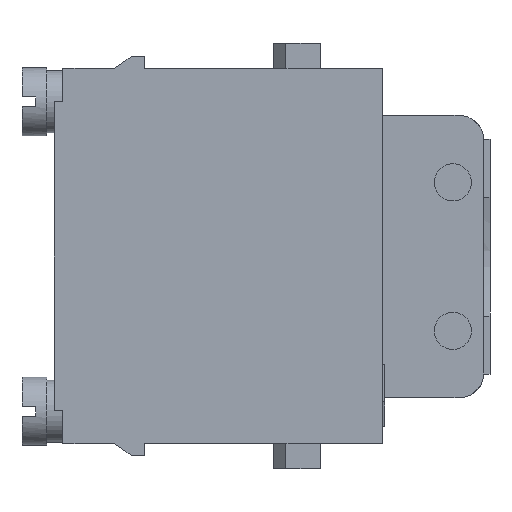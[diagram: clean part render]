
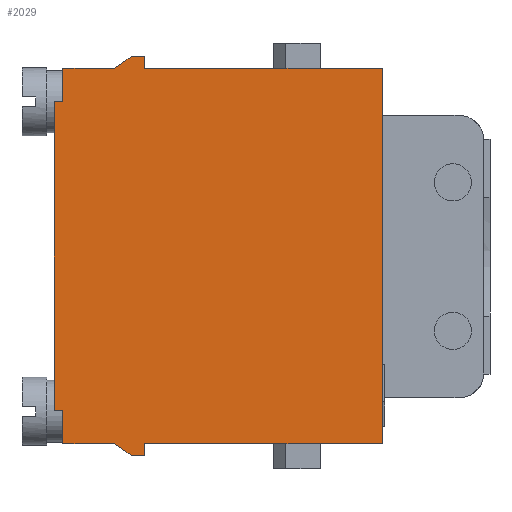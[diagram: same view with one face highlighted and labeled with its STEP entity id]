
A CAD part, left-side view. The second image highlights one B-rep face of the part: STEP entity #2029.
In plain terms, the highlighted planar face has unit normal (-1, 0, 0).
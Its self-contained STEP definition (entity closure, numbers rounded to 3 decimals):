
#2029=ADVANCED_FACE('',(#2797),#2412,.T.);
#2412=PLANE('',#10162);
#2797=FACE_OUTER_BOUND('',#3225,.T.);
#3225=EDGE_LOOP('',(#5140,#5141,#5142,#5143,#5144,#5145,#5146,#5147,#5148,
#5149,#5150,#5151,#5152,#5153,#5154,#5155));
#5140=ORIENTED_EDGE('',*,*,#7317,.T.);
#5141=ORIENTED_EDGE('',*,*,#7307,.T.);
#5142=ORIENTED_EDGE('',*,*,#7312,.T.);
#5143=ORIENTED_EDGE('',*,*,#7318,.T.);
#5144=ORIENTED_EDGE('',*,*,#7303,.T.);
#5145=ORIENTED_EDGE('',*,*,#7294,.T.);
#5146=ORIENTED_EDGE('',*,*,#7298,.T.);
#5147=ORIENTED_EDGE('',*,*,#7300,.T.);
#5148=ORIENTED_EDGE('',*,*,#7302,.T.);
#5149=ORIENTED_EDGE('',*,*,#7319,.F.);
#5150=ORIENTED_EDGE('',*,*,#7006,.T.);
#5151=ORIENTED_EDGE('',*,*,#6996,.T.);
#5152=ORIENTED_EDGE('',*,*,#7001,.T.);
#5153=ORIENTED_EDGE('',*,*,#7320,.F.);
#5154=ORIENTED_EDGE('',*,*,#7321,.T.);
#5155=ORIENTED_EDGE('',*,*,#7322,.T.);
#6000=VERTEX_POINT('',#13693);
#6001=VERTEX_POINT('',#13694);
#6004=VERTEX_POINT('',#13702);
#6007=VERTEX_POINT('',#13712);
#6205=VERTEX_POINT('',#14487);
#6206=VERTEX_POINT('',#14488);
#6207=VERTEX_POINT('',#14493);
#6208=VERTEX_POINT('',#14497);
#6209=VERTEX_POINT('',#14501);
#6211=VERTEX_POINT('',#14505);
#6213=VERTEX_POINT('',#14512);
#6214=VERTEX_POINT('',#14513);
#6217=VERTEX_POINT('',#14521);
#6220=VERTEX_POINT('',#14531);
#6221=VERTEX_POINT('',#14537);
#6222=VERTEX_POINT('',#14539);
#6996=EDGE_CURVE('',#6000,#6001,#8101,.T.);
#7001=EDGE_CURVE('',#6001,#6004,#8106,.T.);
#7006=EDGE_CURVE('',#6007,#6000,#8111,.T.);
#7294=EDGE_CURVE('',#6205,#6206,#8342,.T.);
#7298=EDGE_CURVE('',#6206,#6207,#8346,.T.);
#7300=EDGE_CURVE('',#6207,#6208,#8348,.T.);
#7302=EDGE_CURVE('',#6208,#6209,#8350,.T.);
#7303=EDGE_CURVE('',#6211,#6205,#8351,.T.);
#7307=EDGE_CURVE('',#6213,#6214,#8355,.T.);
#7312=EDGE_CURVE('',#6214,#6217,#8360,.T.);
#7317=EDGE_CURVE('',#6220,#6213,#8365,.T.);
#7318=EDGE_CURVE('',#6217,#6211,#8366,.T.);
#7319=EDGE_CURVE('',#6007,#6209,#8367,.T.);
#7320=EDGE_CURVE('',#6221,#6004,#8368,.T.);
#7321=EDGE_CURVE('',#6221,#6222,#8369,.T.);
#7322=EDGE_CURVE('',#6222,#6220,#8370,.T.);
#8101=LINE('',#13692,#9149);
#8106=LINE('',#13704,#9154);
#8111=LINE('',#13713,#9159);
#8342=LINE('',#14486,#9390);
#8346=LINE('',#14494,#9394);
#8348=LINE('',#14498,#9396);
#8350=LINE('',#14503,#9398);
#8351=LINE('',#14504,#9399);
#8355=LINE('',#14511,#9403);
#8360=LINE('',#14523,#9408);
#8365=LINE('',#14532,#9413);
#8366=LINE('',#14534,#9414);
#8367=LINE('',#14535,#9415);
#8368=LINE('',#14536,#9416);
#8369=LINE('',#14538,#9417);
#8370=LINE('',#14540,#9418);
#9149=VECTOR('',#11452,1.);
#9154=VECTOR('',#11459,1.);
#9159=VECTOR('',#11468,1.);
#9390=VECTOR('',#12007,1.);
#9394=VECTOR('',#12013,1.);
#9396=VECTOR('',#12017,1.);
#9398=VECTOR('',#12021,1.);
#9399=VECTOR('',#12022,1.);
#9403=VECTOR('',#12028,1.);
#9408=VECTOR('',#12035,1.);
#9413=VECTOR('',#12044,1.);
#9414=VECTOR('',#12047,1.);
#9415=VECTOR('',#12048,1.);
#9416=VECTOR('',#12049,1.);
#9417=VECTOR('',#12050,1.);
#9418=VECTOR('',#12051,1.);
#10162=AXIS2_PLACEMENT_3D('',#14541,#12052,#12053);
#11452=DIRECTION('',(0.,-1.,0.));
#11459=DIRECTION('',(0.,0.,1.));
#11468=DIRECTION('',(0.,-0.819,-0.574));
#12007=DIRECTION('',(0.,1.,0.));
#12013=DIRECTION('',(0.,0.,-1.));
#12017=DIRECTION('',(0.,-1.,0.));
#12021=DIRECTION('',(0.,0.,-1.));
#12022=DIRECTION('',(0.,0.,-1.));
#12028=DIRECTION('',(0.,1.,0.));
#12035=DIRECTION('',(0.,0.819,-0.574));
#12044=DIRECTION('',(0.,0.,1.));
#12047=DIRECTION('',(0.,1.,0.));
#12048=DIRECTION('',(0.,1.,0.));
#12049=DIRECTION('',(0.,1.,0.));
#12050=DIRECTION('',(0.,0.,1.));
#12051=DIRECTION('',(0.,1.,0.));
#12052=DIRECTION('',(-1.,0.,0.));
#12053=DIRECTION('',(0.,0.,1.));
#13692=CARTESIAN_POINT('',(-7.3,-0.1,-16.15));
#13693=CARTESIAN_POINT('',(-7.3,-0.1,-16.15));
#13694=CARTESIAN_POINT('',(-7.3,-1.1,-16.15));
#13702=CARTESIAN_POINT('',(-7.3,-1.1,-15.15));
#13704=CARTESIAN_POINT('',(-7.3,-1.1,-16.15));
#13712=CARTESIAN_POINT('',(-7.3,1.328,-15.15));
#13713=CARTESIAN_POINT('',(-7.3,1.328,-15.15));
#14486=CARTESIAN_POINT('',(-7.3,5.5,12.45));
#14487=CARTESIAN_POINT('',(-7.3,5.5,12.45));
#14488=CARTESIAN_POINT('',(-7.3,6.2,12.45));
#14493=CARTESIAN_POINT('',(-7.3,6.2,-12.45));
#14494=CARTESIAN_POINT('',(-7.3,6.2,12.45));
#14497=CARTESIAN_POINT('',(-7.3,5.5,-12.45));
#14498=CARTESIAN_POINT('',(-7.3,6.2,-12.45));
#14501=CARTESIAN_POINT('',(-7.3,5.5,-15.15));
#14503=CARTESIAN_POINT('',(-7.3,5.5,-12.45));
#14504=CARTESIAN_POINT('',(-7.3,5.5,15.15));
#14505=CARTESIAN_POINT('',(-7.3,5.5,15.15));
#14511=CARTESIAN_POINT('',(-7.3,-1.1,16.15));
#14512=CARTESIAN_POINT('',(-7.3,-1.1,16.15));
#14513=CARTESIAN_POINT('',(-7.3,-0.1,16.15));
#14521=CARTESIAN_POINT('',(-7.3,1.328,15.15));
#14523=CARTESIAN_POINT('',(-7.3,-0.1,16.15));
#14531=CARTESIAN_POINT('',(-7.3,-1.1,15.15));
#14532=CARTESIAN_POINT('',(-7.3,-1.1,15.15));
#14534=CARTESIAN_POINT('',(-7.3,1.328,15.15));
#14535=CARTESIAN_POINT('',(-7.3,1.328,-15.15));
#14536=CARTESIAN_POINT('',(-7.3,-20.3,-15.15));
#14537=CARTESIAN_POINT('',(-7.3,-20.3,-15.15));
#14538=CARTESIAN_POINT('',(-7.3,-20.3,-15.15));
#14539=CARTESIAN_POINT('',(-7.3,-20.3,15.15));
#14540=CARTESIAN_POINT('',(-7.3,-20.3,15.15));
#14541=CARTESIAN_POINT('',(-7.3,-20.4,-16.305));
